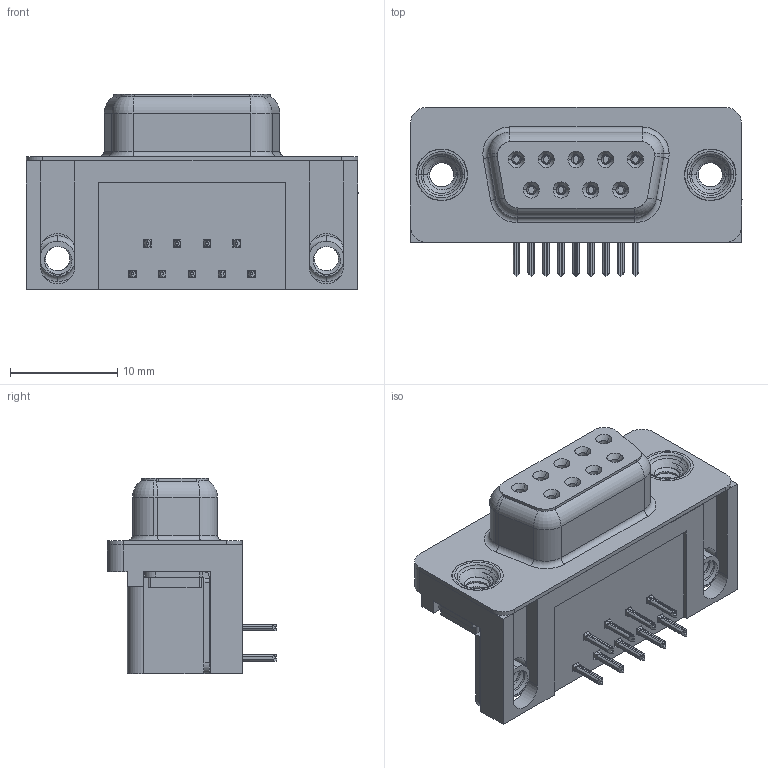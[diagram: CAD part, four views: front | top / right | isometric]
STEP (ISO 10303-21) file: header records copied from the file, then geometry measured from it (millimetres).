
FILE_DESCRIPTION (( 'STEP AP203' ), '1' );
FILE_NAME ('622-009-260-052.STEP', '2019-11-19T17:14:09', ( '' ), ( '' ), 'SwSTEP 2.0', 'SolidWorks 2016', '' );
FILE_SCHEMA (( 'CONFIG_CONTROL_DESIGN' ));
Length unit declared in the file: millimetre
Products named in the file (7): 622 Socket Bottom; 622 4-40 Threaded Board Mount; 622-009-260-052; 622 4-40 Threaded Rivet; 622 Housing_9 Socket; 622 Contact Top; 622 Shell_9 Socket
Assembly tree (15 placements, depth 2):
  622-009-260-052
    622 Housing_9 Socket
    622 Shell_9 Socket
    622 Socket Bottom  x4
    622 Contact Top  x5
    622 4-40 Threaded Board Mount  x2
    622 4-40 Threaded Rivet  x2
Bounding box: 30.89 x 15.73 x 18.2 mm (x, y, z)
Volume: 3738.3 mm3; surface area: 5152.8 mm2
Topology: 15 solids, 15 shells, 1602 faces, 4206 edges, 2648 vertices
Faces by surface type: plane 684, cylinder 428, bspline 320, cone 120, torus 50
Entity records: 25701 total; most frequent: CARTESIAN_POINT 10121, ORIENTED_EDGE 3210, DIRECTION 2779, EDGE_CURVE 1605, VERTEX_POINT 1020, AXIS2_PLACEMENT_3D 928, LINE 923, VECTOR 923
